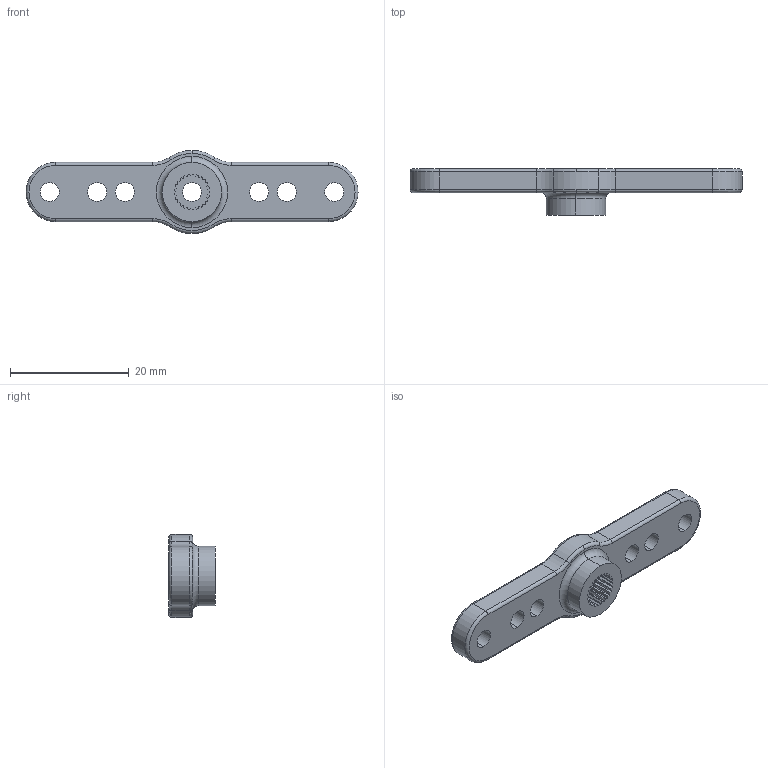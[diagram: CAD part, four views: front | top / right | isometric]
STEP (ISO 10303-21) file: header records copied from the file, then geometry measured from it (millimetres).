
FILE_DESCRIPTION (( 'STEP AP214' ), '1' );
FILE_NAME ('Servo Arm Extended.STEP', '2022-01-17T17:10:42', ( '' ), ( '' ), 'SwSTEP 2.0', 'SolidWorks 2021', '' );
FILE_SCHEMA (( 'AUTOMOTIVE_DESIGN' ));
Length unit declared in the file: millimetre
Products named in the file (1): Servo Arm Extended
Bounding box: 56 x 7.8 x 14 mm (x, y, z)
Volume: 2141.3 mm3; surface area: 1979.2 mm2
Topology: 1 solids, 1 shells, 141 faces, 380 edges, 244 vertices
Faces by surface type: cylinder 60, plane 59, torus 22
Entity records: 4510 total; most frequent: DIRECTION 822, CARTESIAN_POINT 766, ORIENTED_EDGE 760, EDGE_CURVE 380, AXIS2_PLACEMENT_3D 300, VERTEX_POINT 244, VECTOR 222, LINE 222
